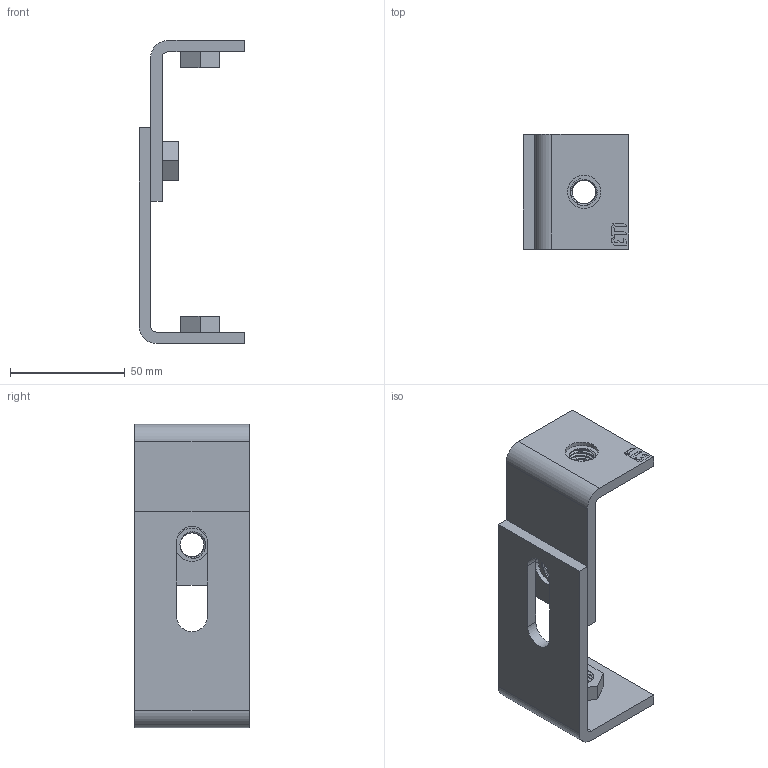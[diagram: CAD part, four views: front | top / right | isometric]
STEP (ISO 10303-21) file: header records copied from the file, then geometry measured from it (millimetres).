
FILE_DESCRIPTION((''),'2;1');
FILE_NAME('ASM0104AA_ASM','2021-10-12T',('marketing.praksa'),('Audax d.o.o.'),'CREO PARAMETRIC BY PTC INC, 2017480','CREO PARAMETRIC BY PTC INC, 2017480','');
FILE_SCHEMA(('AUTOMOTIVE_DESIGN { 1 0 10303 214 1 1 1 1 }'));
Length unit declared in the file: millimetre
Products named in the file (7): JFH09E40CCB7AKF_1; CAR_TRAIT-69; CAR_TRAIT-70; JFH09E40CCB7AKF_2; JFH09E40CCB7AKF_3; PRT9563; ASM0104AA_ASM
Assembly tree (6 placements, depth 2):
  ASM0104AA_ASM
    JFH09E40CCB7AKF_1
    CAR_TRAIT-69
    CAR_TRAIT-70
    JFH09E40CCB7AKF_2
    JFH09E40CCB7AKF_3
    PRT9563
Bounding box: 46 x 50 x 132.1 mm (x, y, z)
Volume: 53783.2 mm3; surface area: 30445 mm2
Topology: 5 solids, 8 shells, 252 faces, 794 edges, 546 vertices
Faces by surface type: cylinder 141, plane 105, bspline 6
Entity records: 22431 total; most frequent: CARTESIAN_POINT 11146, ORIENTED_EDGE 1384, DIRECTION 1218, PRESENTATION_STYLE_ASSIGNMENT 1054, STYLED_ITEM 1054, CURVE_STYLE 794, EDGE_CURVE 794, VERTEX_POINT 546
